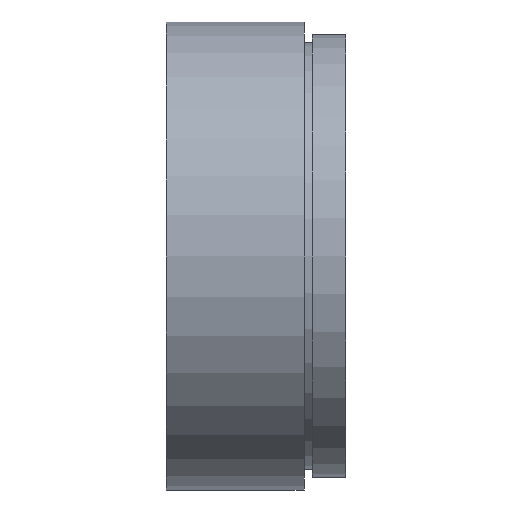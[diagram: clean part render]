
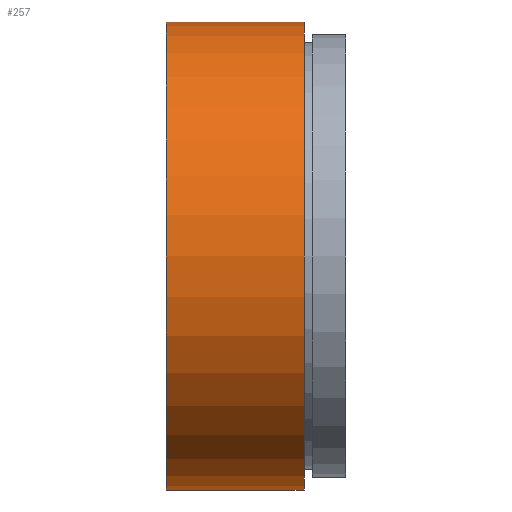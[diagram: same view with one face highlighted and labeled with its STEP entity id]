
A CAD part, left-side view. The second image highlights one B-rep face of the part: STEP entity #257.
In plain terms, the highlighted cylindrical face has radius 28 mm (diameter 56 mm), a partial arc.
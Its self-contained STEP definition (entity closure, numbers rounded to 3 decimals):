
#15 = ORIENTED_EDGE ( 'NONE', *, *, #553, .T. ) ;
#47 = VERTEX_POINT ( 'NONE', #175 ) ;
#58 = CARTESIAN_POINT ( 'NONE',  ( 0., 21.5, 0. ) ) ;
#138 = EDGE_CURVE ( 'NONE', #635, #47, #550, .T. ) ;
#157 = CARTESIAN_POINT ( 'NONE',  ( 0., 21.5, 28. ) ) ;
#158 = VECTOR ( 'NONE', #270, 1000. ) ;
#165 = CYLINDRICAL_SURFACE ( 'NONE', #546, 28. ) ;
#175 = CARTESIAN_POINT ( 'NONE',  ( 0., 5., -28. ) ) ;
#176 = VECTOR ( 'NONE', #393, 1000. ) ;
#196 = DIRECTION ( 'NONE',  ( 0., -1., 0. ) ) ;
#234 = FACE_OUTER_BOUND ( 'NONE', #292, .T. ) ;
#257 = ADVANCED_FACE ( 'NONE', ( #234 ), #165, .T. ) ;
#270 = DIRECTION ( 'NONE',  ( 0., -1., 0. ) ) ;
#272 = ORIENTED_EDGE ( 'NONE', *, *, #621, .T. ) ;
#281 = CARTESIAN_POINT ( 'NONE',  ( 0., 5., 28. ) ) ;
#285 = DIRECTION ( 'NONE',  ( 0., 0., -1. ) ) ;
#292 = EDGE_LOOP ( 'NONE', ( #641, #15, #272, #668 ) ) ;
#293 = CARTESIAN_POINT ( 'NONE',  ( 0., 0., 28. ) ) ;
#302 = AXIS2_PLACEMENT_3D ( 'NONE', #58, #196, #285 ) ;
#314 = LINE ( 'NONE', #293, #158 ) ;
#316 = VERTEX_POINT ( 'NONE', #157 ) ;
#362 = CARTESIAN_POINT ( 'NONE',  ( 0., 21.5, -28. ) ) ;
#391 = CARTESIAN_POINT ( 'NONE',  ( 0., 0., -28. ) ) ;
#393 = DIRECTION ( 'NONE',  ( 0., -1., 0. ) ) ;
#427 = DIRECTION ( 'NONE',  ( 0., -1., 0. ) ) ;
#435 = AXIS2_PLACEMENT_3D ( 'NONE', #634, #427, #515 ) ;
#437 = CIRCLE ( 'NONE', #302, 28. ) ;
#473 = VERTEX_POINT ( 'NONE', #362 ) ;
#504 = EDGE_CURVE ( 'NONE', #316, #635, #314, .T. ) ;
#515 = DIRECTION ( 'NONE',  ( 0., 0., -1. ) ) ;
#533 = LINE ( 'NONE', #391, #176 ) ;
#546 = AXIS2_PLACEMENT_3D ( 'NONE', #605, #636, #554 ) ;
#550 = CIRCLE ( 'NONE', #435, 28. ) ;
#553 = EDGE_CURVE ( 'NONE', #316, #473, #437, .T. ) ;
#554 = DIRECTION ( 'NONE',  ( 0., 0., -1. ) ) ;
#605 = CARTESIAN_POINT ( 'NONE',  ( 0., 0., 0. ) ) ;
#621 = EDGE_CURVE ( 'NONE', #473, #47, #533, .T. ) ;
#634 = CARTESIAN_POINT ( 'NONE',  ( 0., 5., 0. ) ) ;
#635 = VERTEX_POINT ( 'NONE', #281 ) ;
#636 = DIRECTION ( 'NONE',  ( 0., -1., 0. ) ) ;
#641 = ORIENTED_EDGE ( 'NONE', *, *, #504, .F. ) ;
#668 = ORIENTED_EDGE ( 'NONE', *, *, #138, .F. ) ;
